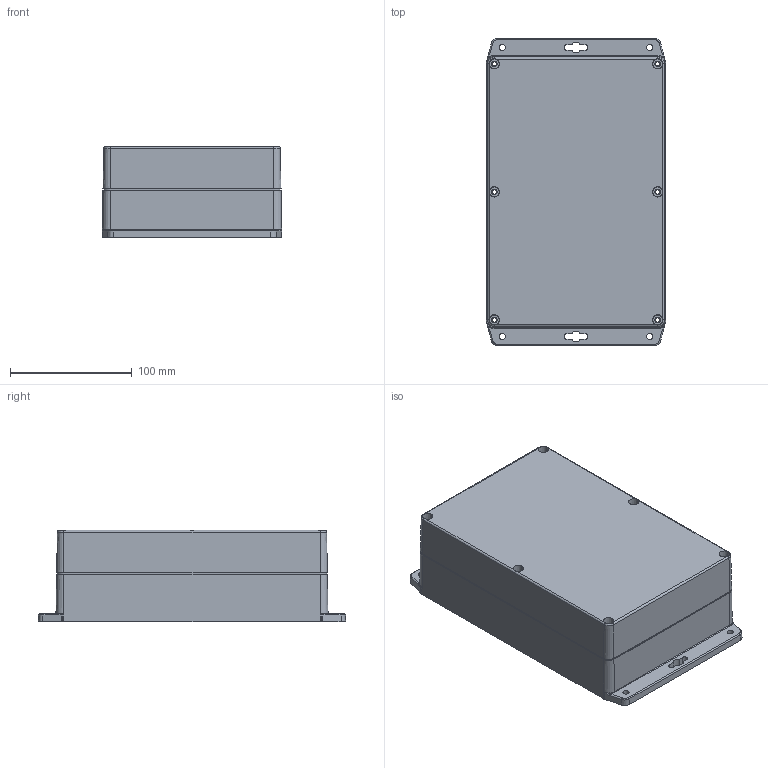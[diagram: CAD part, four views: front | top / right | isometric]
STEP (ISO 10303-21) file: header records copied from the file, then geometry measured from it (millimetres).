
FILE_DESCRIPTION (( 'STEP AP203' ), '1' );
FILE_NAME ('G232MF G353MF.STEP', '2019-07-09T01:17:18', ( '' ), ( '' ), 'SwSTEP 2.0', 'SolidWorks 2014', '' );
FILE_SCHEMA (( 'CONFIG_CONTROL_DESIGN' ));
Length unit declared in the file: millimetre
Products named in the file (3): G218-BASE; G232-COVER; G232MF G353MF
Assembly tree (2 placements, depth 2):
  G232MF G353MF
    G218-BASE
    G232-COVER
Bounding box: 147.36 x 252 x 75 mm (x, y, z)
Volume: 432295.8 mm3; surface area: 270052.2 mm2
Topology: 2 solids, 2 shells, 832 faces, 2151 edges, 1354 vertices
Faces by surface type: plane 304, cylinder 230, cone 228, bspline 70
Entity records: 29219 total; most frequent: CARTESIAN_POINT 8609, DIRECTION 4346, ORIENTED_EDGE 4216, EDGE_CURVE 2108, AXIS2_PLACEMENT_3D 1631, VERTEX_POINT 1354, LINE 1084, VECTOR 1084
